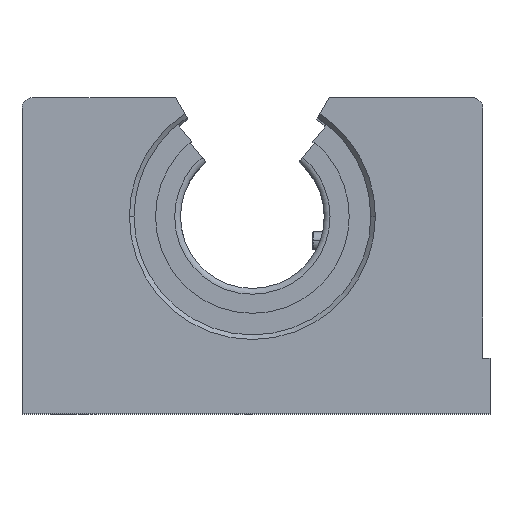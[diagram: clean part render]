
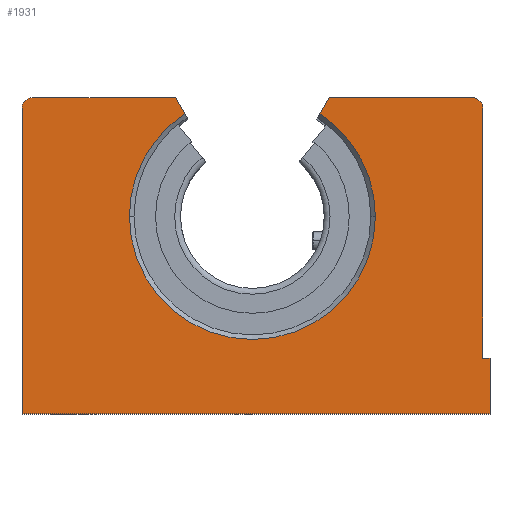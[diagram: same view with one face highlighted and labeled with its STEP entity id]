
A CAD part, top view. The second image highlights one B-rep face of the part: STEP entity #1931.
In plain terms, the highlighted planar face has unit normal (0, 0, 1).
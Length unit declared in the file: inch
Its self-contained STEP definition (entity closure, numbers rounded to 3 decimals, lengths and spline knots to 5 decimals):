
#217 = CARTESIAN_POINT ( 'NONE',  ( 0.29684, 0.45109, 0.8465 ) ) ;
#324 = VERTEX_POINT ( 'NONE', #6859 ) ;
#353 = CIRCLE ( 'NONE', #7983, 0.54 ) ;
#489 = ORIENTED_EDGE ( 'NONE', *, *, #9958, .T. ) ;
#761 = CARTESIAN_POINT ( 'NONE',  ( 1.0115, 0.475, 0.8465 ) ) ;
#864 = ORIENTED_EDGE ( 'NONE', *, *, #3155, .F. ) ;
#876 = ORIENTED_EDGE ( 'NONE', *, *, #2295, .F. ) ;
#935 = DIRECTION ( 'NONE',  ( 0., 1., 0. ) ) ;
#936 = ORIENTED_EDGE ( 'NONE', *, *, #3100, .T. ) ;
#1031 = VERTEX_POINT ( 'NONE', #5911 ) ;
#1095 = CIRCLE ( 'NONE', #1991, 0.047 ) ;
#1216 = LINE ( 'NONE', #4818, #3560 ) ;
#1259 = DIRECTION ( 'NONE',  ( 0.5, -0.866, 0. ) ) ;
#1361 = VECTOR ( 'NONE', #1516, 39.37008 ) ;
#1516 = DIRECTION ( 'NONE',  ( 1., 0., 0. ) ) ;
#1547 = ORIENTED_EDGE ( 'NONE', *, *, #7477, .F. ) ;
#1782 = CARTESIAN_POINT ( 'NONE',  ( 0.2515, 0.37256, 0.8465 ) ) ;
#1798 = CARTESIAN_POINT ( 'NONE',  ( -0.33778, 0.522, 0.8465 ) ) ;
#1861 = DIRECTION ( 'NONE',  ( 1., 0., 0. ) ) ;
#1864 = LINE ( 'NONE', #8018, #3193 ) ;
#1922 = CARTESIAN_POINT ( 'NONE',  ( 0., 0.522, 0.8465 ) ) ;
#1931 = ADVANCED_FACE ( 'NONE', ( #6256 ), #4454, .T. ) ;
#1991 = AXIS2_PLACEMENT_3D ( 'NONE', #2847, #8149, #2097 ) ;
#1997 = LINE ( 'NONE', #1782, #2063 ) ;
#2063 = VECTOR ( 'NONE', #2807, 39.37008 ) ;
#2097 = DIRECTION ( 'NONE',  ( 1., 0., 0. ) ) ;
#2152 = VERTEX_POINT ( 'NONE', #2704 ) ;
#2214 = VERTEX_POINT ( 'NONE', #9209 ) ;
#2283 = ORIENTED_EDGE ( 'NONE', *, *, #2597, .T. ) ;
#2295 = EDGE_CURVE ( 'NONE', #1031, #6131, #9562, .T. ) ;
#2362 = EDGE_CURVE ( 'NONE', #7207, #1031, #1997, .T. ) ;
#2487 = CARTESIAN_POINT ( 'NONE',  ( -1.0115, 0.475, 0.8465 ) ) ;
#2559 = VERTEX_POINT ( 'NONE', #11299 ) ;
#2597 = EDGE_CURVE ( 'NONE', #2152, #2559, #9596, .T. ) ;
#2600 = CARTESIAN_POINT ( 'NONE',  ( 0., 0., 0.8465 ) ) ;
#2704 = CARTESIAN_POINT ( 'NONE',  ( 1.0433, -0.622, 0.8465 ) ) ;
#2807 = DIRECTION ( 'NONE',  ( 0.5, 0.866, 0. ) ) ;
#2813 = VECTOR ( 'NONE', #935, 39.37008 ) ;
#2814 = ORIENTED_EDGE ( 'NONE', *, *, #4933, .F. ) ;
#2847 = CARTESIAN_POINT ( 'NONE',  ( 0.9645, 0.475, 0.8465 ) ) ;
#2959 = DIRECTION ( 'NONE',  ( 1., 0., 0. ) ) ;
#3100 = EDGE_CURVE ( 'NONE', #11069, #10169, #9757, .T. ) ;
#3155 = EDGE_CURVE ( 'NONE', #4126, #10481, #6130, .T. ) ;
#3193 = VECTOR ( 'NONE', #10777, 39.37008 ) ;
#3208 = DIRECTION ( 'NONE',  ( -1., 0., 0. ) ) ;
#3214 = CARTESIAN_POINT ( 'NONE',  ( 1.0115, 0., 0.8465 ) ) ;
#3262 = EDGE_CURVE ( 'NONE', #2214, #2152, #1216, .T. ) ;
#3362 = VECTOR ( 'NONE', #5676, 39.37008 ) ;
#3418 = CARTESIAN_POINT ( 'NONE',  ( -0.54, 0., 0.8465 ) ) ;
#3469 = DIRECTION ( 'NONE',  ( 0., 0., -1. ) ) ;
#3504 = DIRECTION ( 'NONE',  ( 1., 0., 0. ) ) ;
#3506 = CARTESIAN_POINT ( 'NONE',  ( 0., 0., 0.8465 ) ) ;
#3560 = VECTOR ( 'NONE', #3963, 39.37008 ) ;
#3592 = CARTESIAN_POINT ( 'NONE',  ( 0., -0.622, 0.8465 ) ) ;
#3624 = CARTESIAN_POINT ( 'NONE',  ( -1.0115, 0., 0.8465 ) ) ;
#3645 = DIRECTION ( 'NONE',  ( 0., 0., 1. ) ) ;
#3931 = DIRECTION ( 'NONE',  ( 1., 0., 0. ) ) ;
#3963 = DIRECTION ( 'NONE',  ( 0., 1., 0. ) ) ;
#4126 = VERTEX_POINT ( 'NONE', #7311 ) ;
#4224 = EDGE_CURVE ( 'NONE', #8740, #2559, #10239, .T. ) ;
#4407 = ORIENTED_EDGE ( 'NONE', *, *, #4224, .F. ) ;
#4454 = PLANE ( 'NONE',  #10811 ) ;
#4467 = EDGE_CURVE ( 'NONE', #11290, #8657, #10688, .T. ) ;
#4591 = ORIENTED_EDGE ( 'NONE', *, *, #5850, .T. ) ;
#4818 = CARTESIAN_POINT ( 'NONE',  ( 1.0433, 0., 0.8465 ) ) ;
#4933 = EDGE_CURVE ( 'NONE', #324, #11290, #10499, .T. ) ;
#5388 = ORIENTED_EDGE ( 'NONE', *, *, #3262, .T. ) ;
#5464 = CARTESIAN_POINT ( 'NONE',  ( 0.9645, 0.522, 0.8465 ) ) ;
#5564 = EDGE_LOOP ( 'NONE', ( #876, #9290, #7299, #936, #7327, #5954, #2814, #4591, #864, #1547, #5388, #2283, #4407, #489 ) ) ;
#5676 = DIRECTION ( 'NONE',  ( 0., -1., 0. ) ) ;
#5850 = EDGE_CURVE ( 'NONE', #324, #10481, #7897, .T. ) ;
#5911 = CARTESIAN_POINT ( 'NONE',  ( 0.33778, 0.522, 0.8465 ) ) ;
#5954 = ORIENTED_EDGE ( 'NONE', *, *, #4467, .F. ) ;
#5957 = CARTESIAN_POINT ( 'NONE',  ( 0.54, 0., 0.8465 ) ) ;
#6130 = LINE ( 'NONE', #3624, #2813 ) ;
#6131 = VERTEX_POINT ( 'NONE', #5464 ) ;
#6256 = FACE_OUTER_BOUND ( 'NONE', #5564, .T. ) ;
#6330 = CARTESIAN_POINT ( 'NONE',  ( -0.33778, 0.522, 0.8465 ) ) ;
#6354 = EDGE_CURVE ( 'NONE', #7207, #11069, #9186, .T. ) ;
#6641 = CARTESIAN_POINT ( 'NONE',  ( -0.9645, 0.475, 0.8465 ) ) ;
#6859 = CARTESIAN_POINT ( 'NONE',  ( -0.9645, 0.522, 0.8465 ) ) ;
#7003 = AXIS2_PLACEMENT_3D ( 'NONE', #11161, #8639, #3504 ) ;
#7207 = VERTEX_POINT ( 'NONE', #217 ) ;
#7299 = ORIENTED_EDGE ( 'NONE', *, *, #6354, .T. ) ;
#7311 = CARTESIAN_POINT ( 'NONE',  ( -1.0115, -0.86614, 0.8465 ) ) ;
#7327 = ORIENTED_EDGE ( 'NONE', *, *, #10137, .T. ) ;
#7477 = EDGE_CURVE ( 'NONE', #2214, #4126, #1864, .T. ) ;
#7897 = CIRCLE ( 'NONE', #8080, 0.047 ) ;
#7906 = CARTESIAN_POINT ( 'NONE',  ( 0., 0., 0.8465 ) ) ;
#7983 = AXIS2_PLACEMENT_3D ( 'NONE', #2600, #3469, #10497 ) ;
#8018 = CARTESIAN_POINT ( 'NONE',  ( 0., -0.86614, 0.8465 ) ) ;
#8055 = VECTOR ( 'NONE', #3208, 39.37008 ) ;
#8080 = AXIS2_PLACEMENT_3D ( 'NONE', #6641, #10831, #3931 ) ;
#8149 = DIRECTION ( 'NONE',  ( 0., 0., 1. ) ) ;
#8636 = VECTOR ( 'NONE', #1259, 39.37008 ) ;
#8639 = DIRECTION ( 'NONE',  ( 0., 0., -1. ) ) ;
#8657 = VERTEX_POINT ( 'NONE', #9144 ) ;
#8740 = VERTEX_POINT ( 'NONE', #761 ) ;
#8749 = DIRECTION ( 'NONE',  ( 0., 0., -1. ) ) ;
#8836 = DIRECTION ( 'NONE',  ( 1., 0., 0. ) ) ;
#9144 = CARTESIAN_POINT ( 'NONE',  ( -0.29684, 0.45109, 0.8465 ) ) ;
#9186 = CIRCLE ( 'NONE', #9754, 0.54 ) ;
#9209 = CARTESIAN_POINT ( 'NONE',  ( 1.0433, -0.86614, 0.8465 ) ) ;
#9290 = ORIENTED_EDGE ( 'NONE', *, *, #2362, .F. ) ;
#9562 = LINE ( 'NONE', #10185, #1361 ) ;
#9596 = LINE ( 'NONE', #3592, #8055 ) ;
#9754 = AXIS2_PLACEMENT_3D ( 'NONE', #3506, #8749, #2959 ) ;
#9757 = CIRCLE ( 'NONE', #7003, 0.54 ) ;
#9958 = EDGE_CURVE ( 'NONE', #8740, #6131, #1095, .T. ) ;
#10137 = EDGE_CURVE ( 'NONE', #10169, #8657, #353, .T. ) ;
#10169 = VERTEX_POINT ( 'NONE', #3418 ) ;
#10185 = CARTESIAN_POINT ( 'NONE',  ( 0., 0.522, 0.8465 ) ) ;
#10239 = LINE ( 'NONE', #3214, #3362 ) ;
#10349 = VECTOR ( 'NONE', #8836, 39.37008 ) ;
#10481 = VERTEX_POINT ( 'NONE', #2487 ) ;
#10497 = DIRECTION ( 'NONE',  ( 1., 0., 0. ) ) ;
#10499 = LINE ( 'NONE', #1922, #10349 ) ;
#10688 = LINE ( 'NONE', #6330, #8636 ) ;
#10777 = DIRECTION ( 'NONE',  ( -1., 0., 0. ) ) ;
#10811 = AXIS2_PLACEMENT_3D ( 'NONE', #7906, #3645, #1861 ) ;
#10831 = DIRECTION ( 'NONE',  ( 0., 0., 1. ) ) ;
#11069 = VERTEX_POINT ( 'NONE', #5957 ) ;
#11161 = CARTESIAN_POINT ( 'NONE',  ( 0., 0., 0.8465 ) ) ;
#11290 = VERTEX_POINT ( 'NONE', #1798 ) ;
#11299 = CARTESIAN_POINT ( 'NONE',  ( 1.0115, -0.622, 0.8465 ) ) ;
